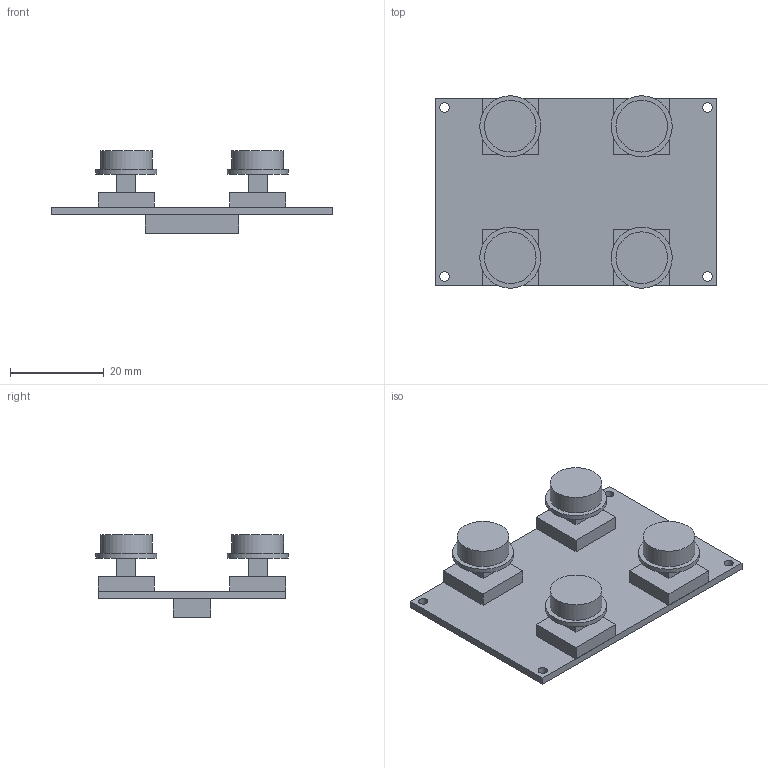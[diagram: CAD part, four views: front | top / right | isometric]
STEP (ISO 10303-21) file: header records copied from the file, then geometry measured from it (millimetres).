
FILE_DESCRIPTION(/* description */ (''),/* implementation_level */ '2;1');
FILE_NAME(/* name */ 'board v3.step',/* time_stamp */ '2019-08-07T15:16:11+07:00',/* author */ (''),/* organization */ (''),/* preprocessor_version */ 'ST-DEVELOPER v18',/* originating_system */ 'Autodesk Translation Framework v8.2.0.1029',/* authorisation */ '');
FILE_SCHEMA (('AUTOMOTIVE_DESIGN { 1 0 10303 214 3 1 1 }'));
Length unit declared in the file: millimetre
Products named in the file (2): board; pushbutton
Assembly tree (4 placements, depth 2):
  board
    pushbutton  x4
Bounding box: 60 x 41 x 17.6 mm (x, y, z)
Volume: 8495.4 mm3; surface area: 9313.2 mm2
Topology: 6 solids, 6 shells, 76 faces, 172 edges, 120 vertices
Faces by surface type: plane 64, cylinder 12
Full cylindrical faces by diameter (mm): 2 x4, 11 x4, 13 x4
Entity records: 998 total; most frequent: DIRECTION 160, CARTESIAN_POINT 155, ORIENTED_EDGE 140, EDGE_CURVE 70, LINE 54, VECTOR 54, AXIS2_PLACEMENT_3D 53, VERTEX_POINT 48
